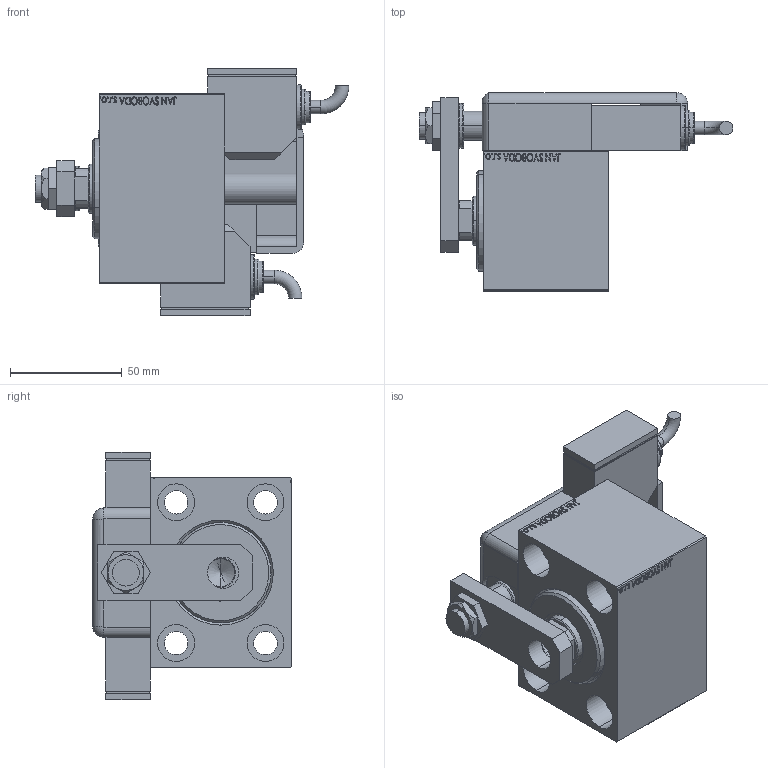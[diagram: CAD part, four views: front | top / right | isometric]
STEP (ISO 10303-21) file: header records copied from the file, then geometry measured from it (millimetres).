
FILE_DESCRIPTION (( 'STEP AP203' ), '1' );
FILE_NAME ('9f02.STEP', '2021-11-02T04:33:54', ( '' ), ( '' ), 'SwSTEP 2.0', 'SolidWorks 2019', '' );
FILE_SCHEMA (( 'CONFIG_CONTROL_DESIGN' ));
Length unit declared in the file: millimetre
Products named in the file (13): V450CM_VC_B 219b2baa35d1e905b7bf09038db35ad3; V450CM_C 219b2baa35d1e905b7bf09038db35ad3; SWITCH_Q_FRONT_BACK 219b2baa35d1e905b7bf09038db35ad3; V450CM_C_VCP 219b2baa35d1e905b7bf09038db35ad3; MAGNETIC SWITCH Q 219b2baa35d1e905b7bf09038db35ad3; SWITCH Q 219b2baa35d1e905b7bf09038db35ad3; NUT_D19 219b2baa35d1e905b7bf09038db35ad3; SWITCH DIM A_G 219b2baa35d1e905b7bf09038db35ad3; TYC 219b2baa35d1e905b7bf09038db35ad3; 9f02; ZARAZKA_Q 219b2baa35d1e905b7bf09038db35ad3; NUT_D13 219b2baa35d1e905b7bf09038db35ad3; KRYT 219b2baa35d1e905b7bf09038db35ad3
Assembly tree (13 placements, depth 3):
  9f02
    V450CM_C 219b2baa35d1e905b7bf09038db35ad3
    V450CM_C_VCP 219b2baa35d1e905b7bf09038db35ad3
    V450CM_VC_B 219b2baa35d1e905b7bf09038db35ad3
    MAGNETIC SWITCH Q 219b2baa35d1e905b7bf09038db35ad3
      SWITCH_Q_FRONT_BACK 219b2baa35d1e905b7bf09038db35ad3
      TYC 219b2baa35d1e905b7bf09038db35ad3
      ZARAZKA_Q 219b2baa35d1e905b7bf09038db35ad3
      SWITCH DIM A_G 219b2baa35d1e905b7bf09038db35ad3
      NUT_D19 219b2baa35d1e905b7bf09038db35ad3
      NUT_D13 219b2baa35d1e905b7bf09038db35ad3
      KRYT 219b2baa35d1e905b7bf09038db35ad3
      SWITCH Q 219b2baa35d1e905b7bf09038db35ad3  x2
Bounding box: 140.46 x 88.8 x 111 mm (x, y, z)
Volume: 394530.6 mm3; surface area: 110008.1 mm2
Topology: 13 solids, 13 shells, 1245 faces, 3165 edges, 2089 vertices
Faces by surface type: plane 615, bspline 471, cylinder 113, cone 22, torus 22, sphere 2
Entity records: 59923 total; most frequent: CARTESIAN_POINT 32357, ORIENTED_EDGE 6134, DIRECTION 3860, EDGE_CURVE 3067, VERTEX_POINT 2029, VECTOR 1828, LINE 1828, EDGE_LOOP 1372
